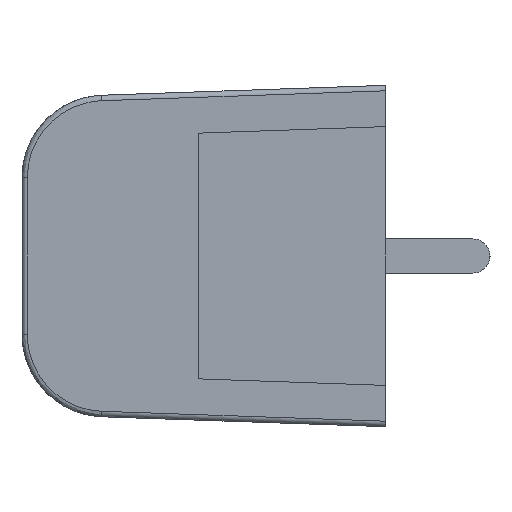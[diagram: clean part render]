
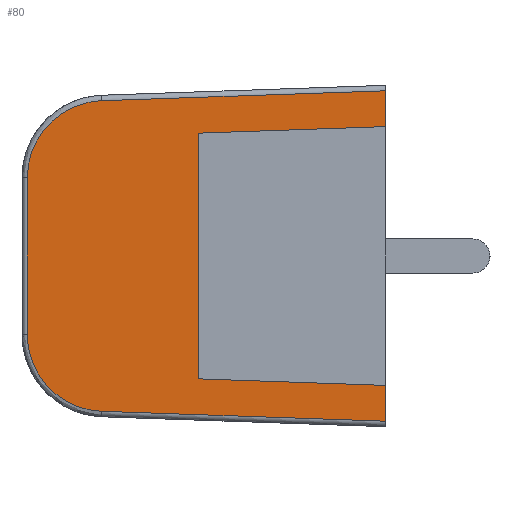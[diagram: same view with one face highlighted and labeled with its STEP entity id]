
A CAD part, left-side view. The second image highlights one B-rep face of the part: STEP entity #80.
In plain terms, the highlighted planar face has unit normal (-0.999, 0.035, 0).
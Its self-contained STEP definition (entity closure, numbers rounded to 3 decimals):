
#80=ADVANCED_FACE('',(#370),#371,.T.);
#370=FACE_OUTER_BOUND('',#914,.T.);
#371=PLANE('',#915);
#914=EDGE_LOOP('',(#2791,#2792,#2793,#2794,#2795,#2796,#2797,#2798,#2799,#2800));
#915=AXIS2_PLACEMENT_3D('',#2801,#2802,#2803);
#2791=ORIENTED_EDGE('',*,*,#4797,.F.);
#2792=ORIENTED_EDGE('',*,*,#4798,.F.);
#2793=ORIENTED_EDGE('',*,*,#4799,.F.);
#2794=ORIENTED_EDGE('',*,*,#4800,.T.);
#2795=ORIENTED_EDGE('',*,*,#4706,.T.);
#2796=ORIENTED_EDGE('',*,*,#4801,.T.);
#2797=ORIENTED_EDGE('',*,*,#4802,.F.);
#2798=ORIENTED_EDGE('',*,*,#4803,.F.);
#2799=ORIENTED_EDGE('',*,*,#4702,.T.);
#2800=ORIENTED_EDGE('',*,*,#4796,.F.);
#2801=CARTESIAN_POINT('',(-24.765,0.0,7.874));
#2802=DIRECTION('',(-0.999,0.035,0.0));
#2803=DIRECTION('',(0.0,0.0,1.0));
#4702=EDGE_CURVE('',#5429,#5430,#5431,.T.);
#4706=EDGE_CURVE('',#5438,#5436,#5439,.T.);
#4796=EDGE_CURVE('',#5615,#5430,#5617,.T.);
#4797=EDGE_CURVE('',#5618,#5615,#5619,.T.);
#4798=EDGE_CURVE('',#5620,#5618,#5621,.T.);
#4799=EDGE_CURVE('',#5622,#5620,#5623,.T.);
#4800=EDGE_CURVE('',#5622,#5438,#5624,.T.);
#4801=EDGE_CURVE('',#5436,#5625,#5626,.T.);
#4802=EDGE_CURVE('',#5627,#5625,#5628,.T.);
#4803=EDGE_CURVE('',#5429,#5627,#5629,.T.);
#5429=VERTEX_POINT('',#6513);
#5430=VERTEX_POINT('',#6514);
#5431=LINE('',#6515,#6516);
#5436=VERTEX_POINT('',#6523);
#5438=VERTEX_POINT('',#6526);
#5439=LINE('',#6527,#6528);
#5615=VERTEX_POINT('',#6864);
#5617=LINE('',#6866,#6867);
#5618=VERTEX_POINT('',#6868);
#5619=B_SPLINE_CURVE_WITH_KNOTS('',3,(#6869,#6870,#6871,#6872,#6873,#6874,#6875,#6876,#6877,#6878,#6879),.UNSPECIFIED.,.F.,.F.,(4,1,1,1,1,1,1,1,4),(0.0,0.125,0.25,0.375,0.5,0.625,0.75,0.875,1.0),.UNSPECIFIED.);
#5620=VERTEX_POINT('',#6880);
#5621=LINE('',#6881,#6882);
#5622=VERTEX_POINT('',#6883);
#5623=B_SPLINE_CURVE_WITH_KNOTS('',3,(#6884,#6885,#6886,#6887,#6888,#6889,#6890,#6891,#6892,#6893,#6894),.UNSPECIFIED.,.F.,.F.,(4,1,1,1,1,1,1,1,4),(0.0,0.125,0.25,0.375,0.5,0.625,0.75,0.875,1.0),.UNSPECIFIED.);
#5624=LINE('',#6895,#6896);
#5625=VERTEX_POINT('',#6897);
#5626=LINE('',#6898,#6899);
#5627=VERTEX_POINT('',#6900);
#5628=LINE('',#6901,#6902);
#5629=LINE('',#6903,#6904);
#6513=CARTESIAN_POINT('',(-24.765,0.0,5.969));
#6514=CARTESIAN_POINT('',(-24.765,0.0,7.62));
#6515=CARTESIAN_POINT('',(-24.765,0.0,5.969));
#6516=VECTOR('',#8665,1.651);
#6523=CARTESIAN_POINT('',(-24.765,0.0,-5.969));
#6526=CARTESIAN_POINT('',(-24.765,0.0,-7.62));
#6527=CARTESIAN_POINT('',(-24.765,0.0,-7.62));
#6528=VECTOR('',#8669,1.651);
#6864=CARTESIAN_POINT('',(-24.308,13.087,7.163));
#6866=CARTESIAN_POINT('',(-24.308,13.087,7.163));
#6867=VECTOR('',#8737,13.103);
#6868=CARTESIAN_POINT('',(-24.188,16.519,3.609));
#6869=CARTESIAN_POINT('',(-24.188,16.519,3.609));
#6870=CARTESIAN_POINT('',(-24.188,16.519,3.839));
#6871=CARTESIAN_POINT('',(-24.19,16.475,4.29));
#6872=CARTESIAN_POINT('',(-24.196,16.281,4.948));
#6873=CARTESIAN_POINT('',(-24.208,15.964,5.557));
#6874=CARTESIAN_POINT('',(-24.222,15.537,6.094));
#6875=CARTESIAN_POINT('',(-24.241,15.015,6.54));
#6876=CARTESIAN_POINT('',(-24.262,14.418,6.878));
#6877=CARTESIAN_POINT('',(-24.284,13.766,7.096));
#6878=CARTESIAN_POINT('',(-24.3,13.317,7.155));
#6879=CARTESIAN_POINT('',(-24.308,13.087,7.163));
#6880=CARTESIAN_POINT('',(-24.188,16.519,-3.609));
#6881=CARTESIAN_POINT('',(-24.188,16.519,-3.609));
#6882=VECTOR('',#8738,7.219);
#6883=CARTESIAN_POINT('',(-24.308,13.087,-7.163));
#6884=CARTESIAN_POINT('',(-24.308,13.087,-7.163));
#6885=CARTESIAN_POINT('',(-24.3,13.317,-7.155));
#6886=CARTESIAN_POINT('',(-24.284,13.766,-7.096));
#6887=CARTESIAN_POINT('',(-24.262,14.418,-6.878));
#6888=CARTESIAN_POINT('',(-24.241,15.015,-6.54));
#6889=CARTESIAN_POINT('',(-24.222,15.537,-6.094));
#6890=CARTESIAN_POINT('',(-24.208,15.964,-5.557));
#6891=CARTESIAN_POINT('',(-24.196,16.281,-4.948));
#6892=CARTESIAN_POINT('',(-24.19,16.475,-4.29));
#6893=CARTESIAN_POINT('',(-24.188,16.519,-3.839));
#6894=CARTESIAN_POINT('',(-24.188,16.519,-3.609));
#6895=CARTESIAN_POINT('',(-24.308,13.087,-7.163));
#6896=VECTOR('',#8739,13.103);
#6897=CARTESIAN_POINT('',(-24.463,8.636,-5.667));
#6898=CARTESIAN_POINT('',(-24.765,0.0,-5.969));
#6899=VECTOR('',#8740,8.647);
#6900=CARTESIAN_POINT('',(-24.463,8.636,5.667));
#6901=CARTESIAN_POINT('',(-24.463,8.636,5.667));
#6902=VECTOR('',#8741,11.335);
#6903=CARTESIAN_POINT('',(-24.765,0.0,5.969));
#6904=VECTOR('',#8742,8.647);
#8665=DIRECTION('',(0.0,0.0,1.0));
#8669=DIRECTION('',(0.0,0.0,1.0));
#8737=DIRECTION('',(-0.035,-0.999,0.035));
#8738=DIRECTION('',(0.0,0.0,1.0));
#8739=DIRECTION('',(-0.035,-0.999,-0.035));
#8740=DIRECTION('',(0.035,0.999,0.035));
#8741=DIRECTION('',(0.0,0.0,-1.0));
#8742=DIRECTION('',(0.035,0.999,-0.035));
